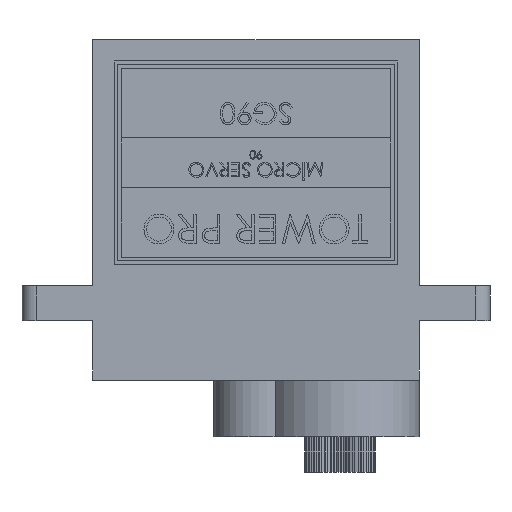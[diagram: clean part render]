
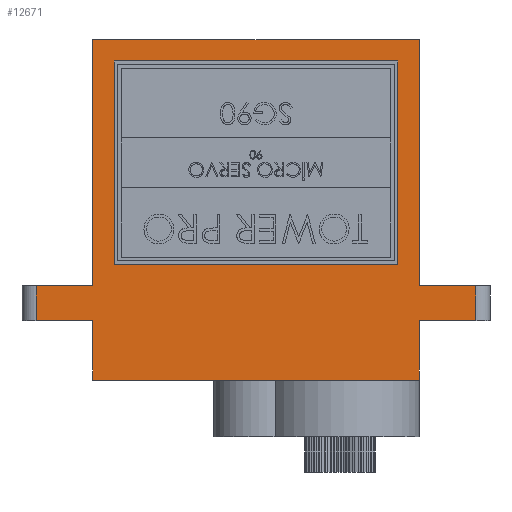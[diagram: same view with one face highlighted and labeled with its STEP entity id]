
A CAD part, front view. The second image highlights one B-rep face of the part: STEP entity #12671.
In plain terms, the highlighted planar face has unit normal (0, -1, 0).
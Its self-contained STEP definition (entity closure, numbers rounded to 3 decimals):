
#267 = VECTOR ( 'NONE', #7175, 1000. ) ;
#399 = CARTESIAN_POINT ( 'NONE',  ( 16.5, -5.9, -2.45 ) ) ;
#1025 = EDGE_CURVE ( 'NONE', #28464, #30452, #6564, .T. ) ;
#1223 = CARTESIAN_POINT ( 'NONE',  ( -16.5, -5.9, -2.45 ) ) ;
#1337 = DIRECTION ( 'NONE',  ( 0., 0., 1. ) ) ;
#1516 = VERTEX_POINT ( 'NONE', #5291 ) ;
#1831 = LINE ( 'NONE', #30164, #19989 ) ;
#2084 = CARTESIAN_POINT ( 'NONE',  ( -11.5, -5.9, -6.65 ) ) ;
#2156 = ORIENTED_EDGE ( 'NONE', *, *, #6646, .T. ) ;
#2164 = LINE ( 'NONE', #20216, #26658 ) ;
#2181 = ORIENTED_EDGE ( 'NONE', *, *, #11551, .F. ) ;
#2241 = VECTOR ( 'NONE', #7704, 1000. ) ;
#2485 = VECTOR ( 'NONE', #28882, 1000. ) ;
#2796 = ORIENTED_EDGE ( 'NONE', *, *, #19956, .F. ) ;
#3578 = VERTEX_POINT ( 'NONE', #9460 ) ;
#3902 = LINE ( 'NONE', #24130, #2485 ) ;
#3997 = EDGE_CURVE ( 'NONE', #17797, #29514, #31759, .T. ) ;
#4033 = CARTESIAN_POINT ( 'NONE',  ( 16.5, -5.9, 0. ) ) ;
#4484 = CARTESIAN_POINT ( 'NONE',  ( -16.5, -5.9, 0. ) ) ;
#4825 = DIRECTION ( 'NONE',  ( 1., 0., 0. ) ) ;
#4964 = CARTESIAN_POINT ( 'NONE',  ( -15.5, -5.9, -2.45 ) ) ;
#4977 = CARTESIAN_POINT ( 'NONE',  ( -11.5, -5.9, 0. ) ) ;
#4992 = EDGE_CURVE ( 'NONE', #3578, #30683, #20702, .T. ) ;
#5229 = EDGE_CURVE ( 'NONE', #8106, #11029, #22027, .T. ) ;
#5291 = CARTESIAN_POINT ( 'NONE',  ( -11.5, -5.9, -2.45 ) ) ;
#6004 = EDGE_CURVE ( 'NONE', #17797, #26253, #22365, .T. ) ;
#6212 = CARTESIAN_POINT ( 'NONE',  ( 10., -5.9, 1.5 ) ) ;
#6333 = CARTESIAN_POINT ( 'NONE',  ( -15.5, -5.9, -2.45 ) ) ;
#6564 = LINE ( 'NONE', #4033, #21390 ) ;
#6646 = EDGE_CURVE ( 'NONE', #1516, #27529, #30385, .T. ) ;
#6728 = LINE ( 'NONE', #6212, #23261 ) ;
#6950 = DIRECTION ( 'NONE',  ( 0., 0., -1. ) ) ;
#7175 = DIRECTION ( 'NONE',  ( 1., 0., 0. ) ) ;
#7289 = FACE_BOUND ( 'NONE', #24674, .T. ) ;
#7553 = DIRECTION ( 'NONE',  ( 0., 0., -1. ) ) ;
#7704 = DIRECTION ( 'NONE',  ( -1., 0., 0. ) ) ;
#7828 = CARTESIAN_POINT ( 'NONE',  ( 11.5, -5.9, 17.35 ) ) ;
#8106 = VERTEX_POINT ( 'NONE', #14167 ) ;
#8289 = CARTESIAN_POINT ( 'NONE',  ( 11.5, -5.9, -6.65 ) ) ;
#8407 = VECTOR ( 'NONE', #29895, 1000. ) ;
#8949 = CARTESIAN_POINT ( 'NONE',  ( 10., -5.9, 1.5 ) ) ;
#9299 = AXIS2_PLACEMENT_3D ( 'NONE', #30564, #17457, #30877 ) ;
#9333 = ORIENTED_EDGE ( 'NONE', *, *, #31062, .F. ) ;
#9460 = CARTESIAN_POINT ( 'NONE',  ( 10., -5.9, 15.85 ) ) ;
#9852 = VERTEX_POINT ( 'NONE', #17330 ) ;
#10114 = CARTESIAN_POINT ( 'NONE',  ( 11.5, -5.9, 17.35 ) ) ;
#10203 = ORIENTED_EDGE ( 'NONE', *, *, #6004, .F. ) ;
#10216 = VECTOR ( 'NONE', #4825, 1000. ) ;
#10869 = ORIENTED_EDGE ( 'NONE', *, *, #22520, .T. ) ;
#11029 = VERTEX_POINT ( 'NONE', #8949 ) ;
#11551 = EDGE_CURVE ( 'NONE', #30683, #8106, #12877, .T. ) ;
#11671 = CARTESIAN_POINT ( 'NONE',  ( -11.5, -5.9, 17.35 ) ) ;
#12671 = ADVANCED_FACE ( 'NONE', ( #25652, #7289 ), #15461, .F. ) ;
#12877 = LINE ( 'NONE', #30505, #22558 ) ;
#13135 = VECTOR ( 'NONE', #28260, 1000. ) ;
#14167 = CARTESIAN_POINT ( 'NONE',  ( -10., -5.9, 1.5 ) ) ;
#14317 = ORIENTED_EDGE ( 'NONE', *, *, #28640, .F. ) ;
#14464 = LINE ( 'NONE', #1223, #8407 ) ;
#14681 = VERTEX_POINT ( 'NONE', #28927 ) ;
#15303 = VECTOR ( 'NONE', #29050, 1000. ) ;
#15461 = PLANE ( 'NONE',  #9299 ) ;
#17330 = CARTESIAN_POINT ( 'NONE',  ( 15.5, -5.9, -2.45 ) ) ;
#17457 = DIRECTION ( 'NONE',  ( 0., 1., 0. ) ) ;
#17797 = VERTEX_POINT ( 'NONE', #25356 ) ;
#18196 = VECTOR ( 'NONE', #21680, 1000. ) ;
#19450 = LINE ( 'NONE', #10114, #27696 ) ;
#19544 = EDGE_LOOP ( 'NONE', ( #10203, #24494, #26886, #2156, #2796, #32362, #23399, #10869, #30568, #14317, #9333, #21234 ) ) ;
#19850 = CARTESIAN_POINT ( 'NONE',  ( -10., -5.9, 1.5 ) ) ;
#19917 = EDGE_CURVE ( 'NONE', #9852, #32412, #26346, .T. ) ;
#19956 = EDGE_CURVE ( 'NONE', #31362, #27529, #31380, .T. ) ;
#19989 = VECTOR ( 'NONE', #30002, 1000. ) ;
#20216 = CARTESIAN_POINT ( 'NONE',  ( -11.5, -5.9, 17.35 ) ) ;
#20702 = LINE ( 'NONE', #28608, #2241 ) ;
#20726 = ORIENTED_EDGE ( 'NONE', *, *, #5229, .F. ) ;
#20743 = EDGE_CURVE ( 'NONE', #29514, #1516, #14464, .T. ) ;
#20755 = DIRECTION ( 'NONE',  ( 0., 0., -1. ) ) ;
#21234 = ORIENTED_EDGE ( 'NONE', *, *, #28931, .T. ) ;
#21390 = VECTOR ( 'NONE', #21920, 1000. ) ;
#21466 = VERTEX_POINT ( 'NONE', #11671 ) ;
#21680 = DIRECTION ( 'NONE',  ( 0., 0., -1. ) ) ;
#21920 = DIRECTION ( 'NONE',  ( -1., 0., 0. ) ) ;
#22027 = LINE ( 'NONE', #19850, #10216 ) ;
#22365 = LINE ( 'NONE', #4484, #267 ) ;
#22520 = EDGE_CURVE ( 'NONE', #9852, #28464, #1831, .T. ) ;
#22558 = VECTOR ( 'NONE', #7553, 1000. ) ;
#22606 = CARTESIAN_POINT ( 'NONE',  ( -11.5, -5.9, 17.35 ) ) ;
#23261 = VECTOR ( 'NONE', #1337, 1000. ) ;
#23399 = ORIENTED_EDGE ( 'NONE', *, *, #19917, .F. ) ;
#24130 = CARTESIAN_POINT ( 'NONE',  ( -11.5, -5.9, 17.35 ) ) ;
#24153 = CARTESIAN_POINT ( 'NONE',  ( 11.5, -5.9, 0. ) ) ;
#24494 = ORIENTED_EDGE ( 'NONE', *, *, #3997, .T. ) ;
#24674 = EDGE_LOOP ( 'NONE', ( #24780, #20726, #2181, #29281 ) ) ;
#24761 = CARTESIAN_POINT ( 'NONE',  ( 15.5, -5.9, 0. ) ) ;
#24780 = ORIENTED_EDGE ( 'NONE', *, *, #28287, .F. ) ;
#25335 = VECTOR ( 'NONE', #6950, 1000. ) ;
#25356 = CARTESIAN_POINT ( 'NONE',  ( -15.5, -5.9, 0. ) ) ;
#25652 = FACE_OUTER_BOUND ( 'NONE', #19544, .T. ) ;
#26253 = VERTEX_POINT ( 'NONE', #4977 ) ;
#26346 = LINE ( 'NONE', #399, #15303 ) ;
#26501 = DIRECTION ( 'NONE',  ( -1., 0., 0. ) ) ;
#26658 = VECTOR ( 'NONE', #30491, 1000. ) ;
#26886 = ORIENTED_EDGE ( 'NONE', *, *, #20743, .T. ) ;
#27065 = VECTOR ( 'NONE', #26501, 1000. ) ;
#27529 = VERTEX_POINT ( 'NONE', #2084 ) ;
#27696 = VECTOR ( 'NONE', #20755, 1000. ) ;
#28260 = DIRECTION ( 'NONE',  ( 0., 0., -1. ) ) ;
#28287 = EDGE_CURVE ( 'NONE', #11029, #3578, #6728, .T. ) ;
#28366 = CARTESIAN_POINT ( 'NONE',  ( -10., -5.9, 15.85 ) ) ;
#28464 = VERTEX_POINT ( 'NONE', #24761 ) ;
#28608 = CARTESIAN_POINT ( 'NONE',  ( 10., -5.9, 15.85 ) ) ;
#28640 = EDGE_CURVE ( 'NONE', #14681, #30452, #30769, .T. ) ;
#28882 = DIRECTION ( 'NONE',  ( 0., 0., -1. ) ) ;
#28927 = CARTESIAN_POINT ( 'NONE',  ( 11.5, -5.9, 17.35 ) ) ;
#28931 = EDGE_CURVE ( 'NONE', #21466, #26253, #3902, .T. ) ;
#29050 = DIRECTION ( 'NONE',  ( -1., 0., 0. ) ) ;
#29281 = ORIENTED_EDGE ( 'NONE', *, *, #4992, .F. ) ;
#29418 = CARTESIAN_POINT ( 'NONE',  ( 11.5, -5.9, -2.45 ) ) ;
#29514 = VERTEX_POINT ( 'NONE', #4964 ) ;
#29895 = DIRECTION ( 'NONE',  ( 1., 0., 0. ) ) ;
#29957 = EDGE_CURVE ( 'NONE', #32412, #31362, #19450, .T. ) ;
#30002 = DIRECTION ( 'NONE',  ( 0., 0., 1. ) ) ;
#30164 = CARTESIAN_POINT ( 'NONE',  ( 15.5, -5.9, 0. ) ) ;
#30284 = CARTESIAN_POINT ( 'NONE',  ( 11.5, -5.9, -6.65 ) ) ;
#30385 = LINE ( 'NONE', #22606, #25335 ) ;
#30452 = VERTEX_POINT ( 'NONE', #24153 ) ;
#30491 = DIRECTION ( 'NONE',  ( 1., 0., 0. ) ) ;
#30505 = CARTESIAN_POINT ( 'NONE',  ( -10., -5.9, 15.85 ) ) ;
#30564 = CARTESIAN_POINT ( 'NONE',  ( -11.5, -5.9, 17.35 ) ) ;
#30568 = ORIENTED_EDGE ( 'NONE', *, *, #1025, .T. ) ;
#30683 = VERTEX_POINT ( 'NONE', #28366 ) ;
#30769 = LINE ( 'NONE', #7828, #13135 ) ;
#30877 = DIRECTION ( 'NONE',  ( 0., 0., 1. ) ) ;
#31062 = EDGE_CURVE ( 'NONE', #21466, #14681, #2164, .T. ) ;
#31362 = VERTEX_POINT ( 'NONE', #30284 ) ;
#31380 = LINE ( 'NONE', #8289, #27065 ) ;
#31759 = LINE ( 'NONE', #6333, #18196 ) ;
#32362 = ORIENTED_EDGE ( 'NONE', *, *, #29957, .F. ) ;
#32412 = VERTEX_POINT ( 'NONE', #29418 ) ;
